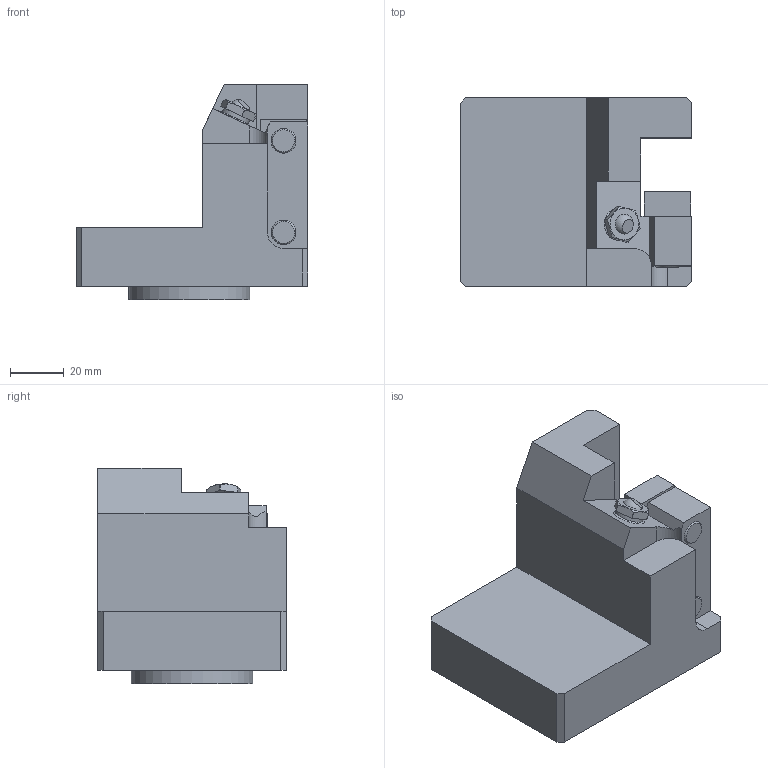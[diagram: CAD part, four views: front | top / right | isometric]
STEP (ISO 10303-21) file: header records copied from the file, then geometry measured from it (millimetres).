
FILE_DESCRIPTION(/* description */ (''),/* implementation_level */ '2;1');
FILE_NAME(/* name */ 'W7040075_stp.stp',/* time_stamp */ '2013-06-24T15:54:36+02:00',/* author */ (''),/* organization */ (''),/* preprocessor_version */ 'ST-DEVELOPER v11',/* originating_system */ 'SIEMENS PLM Software NX 7.5',/* authorisation */ '');
FILE_SCHEMA (('AUTOMOTIVE_DESIGN { 1 0 10303 214 1 1 1 1 }'));
Length unit declared in the file: millimetre
Products named in the file (1): reic290Dvw8n
Bounding box: 86 x 70 x 80 mm (x, y, z)
Volume: 224319.9 mm3; surface area: 32235 mm2
Topology: 1 solids, 1 shells, 63 faces, 166 edges, 111 vertices
Faces by surface type: plane 48, cylinder 10, cone 4, sphere 1
Full cylindrical faces by diameter (mm): 10.6 x1, 45 x1
Entity records: 1898 total; most frequent: CARTESIAN_POINT 352, ORIENTED_EDGE 306, DIRECTION 304, EDGE_CURVE 153, LINE 118, VECTOR 118, VERTEX_POINT 105, AXIS2_PLACEMENT_3D 93
